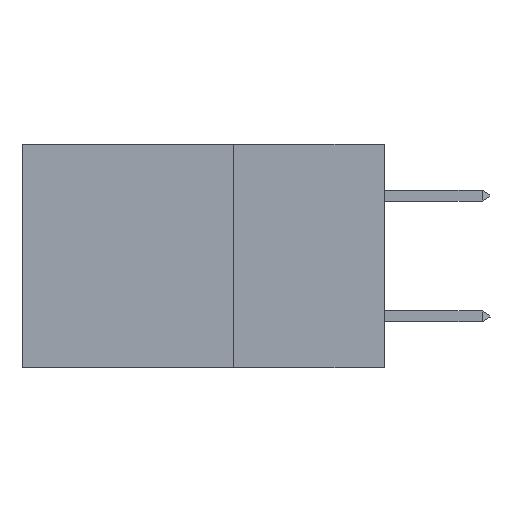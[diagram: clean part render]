
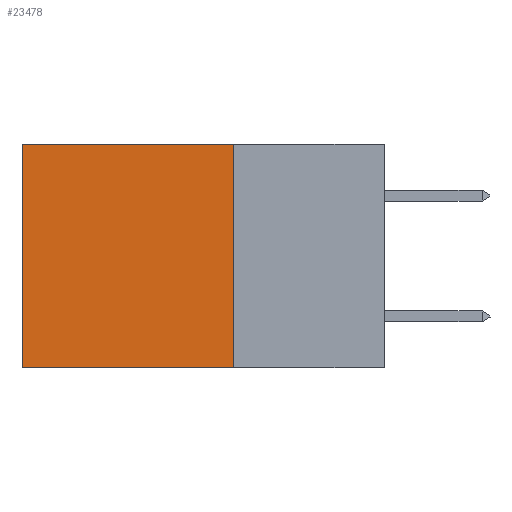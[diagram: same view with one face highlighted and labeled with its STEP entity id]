
A CAD part, left-side view. The second image highlights one B-rep face of the part: STEP entity #23478.
In plain terms, the highlighted planar face has unit normal (-1, 0, 0).
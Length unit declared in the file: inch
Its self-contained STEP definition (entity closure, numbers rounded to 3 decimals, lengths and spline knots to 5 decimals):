
#9 = FACE_OUTER_BOUND ( 'NONE', #5390, .T. ) ;
#81 = AXIS2_PLACEMENT_3D ( 'NONE', #42346, #2471, #21971 ) ;
#133 = VERTEX_POINT ( 'NONE', #33752 ) ;
#2471 = DIRECTION ( 'NONE',  ( 1., 0., 0. ) ) ;
#2927 = LINE ( 'NONE', #23133, #37067 ) ;
#5390 = EDGE_LOOP ( 'NONE', ( #23504, #20013, #21952, #40949 ) ) ;
#5696 = LINE ( 'NONE', #7549, #9833 ) ;
#6135 = CARTESIAN_POINT ( 'NONE',  ( 0.2875, 0.25, -0.37 ) ) ;
#7549 = CARTESIAN_POINT ( 'NONE',  ( 0.2875, 0.6, 0. ) ) ;
#9833 = VECTOR ( 'NONE', #40373, 39.37008 ) ;
#10623 = CARTESIAN_POINT ( 'NONE',  ( 0.2875, 0.25, 0. ) ) ;
#14327 = VECTOR ( 'NONE', #37670, 39.37008 ) ;
#19669 = DIRECTION ( 'NONE',  ( 0., 1., 0. ) ) ;
#20013 = ORIENTED_EDGE ( 'NONE', *, *, #33512, .F. ) ;
#20336 = EDGE_CURVE ( 'NONE', #30624, #133, #40258, .T. ) ;
#21952 = ORIENTED_EDGE ( 'NONE', *, *, #32943, .F. ) ;
#21971 = DIRECTION ( 'NONE',  ( 0., 0., -1. ) ) ;
#22663 = VECTOR ( 'NONE', #36688, 39.37008 ) ;
#23133 = CARTESIAN_POINT ( 'NONE',  ( 0.2875, 0.25, -0.37 ) ) ;
#23478 = ADVANCED_FACE ( 'NONE', ( #9 ), #35444, .F. ) ;
#23504 = ORIENTED_EDGE ( 'NONE', *, *, #29651, .T. ) ;
#28081 = CARTESIAN_POINT ( 'NONE',  ( 0.2875, 0.6, -0.37 ) ) ;
#28600 = CARTESIAN_POINT ( 'NONE',  ( 0.2875, 0.25, 0. ) ) ;
#29651 = EDGE_CURVE ( 'NONE', #133, #29785, #5696, .T. ) ;
#29785 = VERTEX_POINT ( 'NONE', #28081 ) ;
#30624 = VERTEX_POINT ( 'NONE', #28600 ) ;
#31966 = LINE ( 'NONE', #10623, #14327 ) ;
#32943 = EDGE_CURVE ( 'NONE', #30624, #41761, #31966, .T. ) ;
#33512 = EDGE_CURVE ( 'NONE', #41761, #29785, #2927, .T. ) ;
#33752 = CARTESIAN_POINT ( 'NONE',  ( 0.2875, 0.6, 0. ) ) ;
#35444 = PLANE ( 'NONE',  #81 ) ;
#36540 = CARTESIAN_POINT ( 'NONE',  ( 0.2875, 0.25, 0. ) ) ;
#36688 = DIRECTION ( 'NONE',  ( 0., 1., 0. ) ) ;
#37067 = VECTOR ( 'NONE', #19669, 39.37008 ) ;
#37670 = DIRECTION ( 'NONE',  ( 0., 0., -1. ) ) ;
#40258 = LINE ( 'NONE', #36540, #22663 ) ;
#40373 = DIRECTION ( 'NONE',  ( 0., 0., -1. ) ) ;
#40949 = ORIENTED_EDGE ( 'NONE', *, *, #20336, .T. ) ;
#41761 = VERTEX_POINT ( 'NONE', #6135 ) ;
#42346 = CARTESIAN_POINT ( 'NONE',  ( 0.2875, 0.25, 0. ) ) ;
